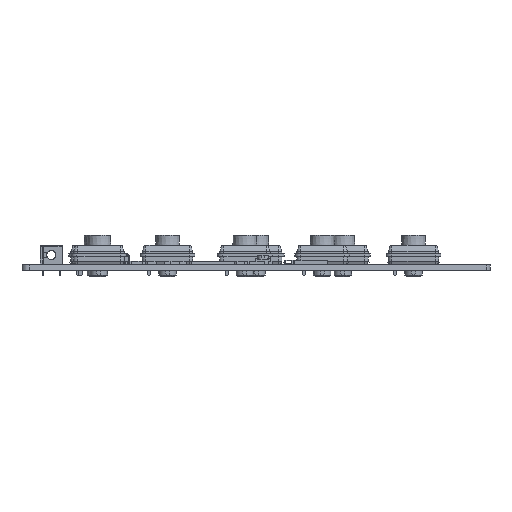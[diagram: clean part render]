
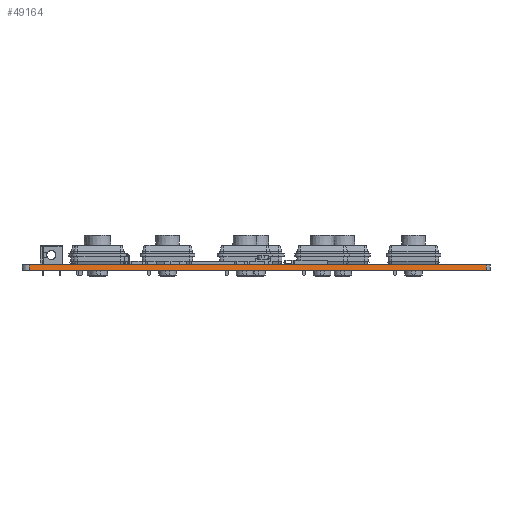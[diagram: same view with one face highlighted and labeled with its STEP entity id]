
A CAD part, front view. The second image highlights one B-rep face of the part: STEP entity #49164.
In plain terms, the highlighted planar face has unit normal (0.312, -0.95, 0).
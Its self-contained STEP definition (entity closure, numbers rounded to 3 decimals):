
#46697 = VERTEX_POINT('',#46698);
#46698 = CARTESIAN_POINT('',(126.968,-66.339,0.));
#46705 = EDGE_CURVE('',#46697,#46706,#46708,.T.);
#46706 = VERTEX_POINT('',#46707);
#46707 = CARTESIAN_POINT('',(1.973,-107.354,0.));
#46708 = LINE('',#46709,#46710);
#46709 = CARTESIAN_POINT('',(126.968,-66.339,0.));
#46710 = VECTOR('',#46711,1.);
#46711 = DIRECTION('',(-0.95,-0.312,0.));
#47917 = VERTEX_POINT('',#47918);
#47918 = CARTESIAN_POINT('',(126.968,-66.339,1.6));
#47925 = EDGE_CURVE('',#47917,#47926,#47928,.T.);
#47926 = VERTEX_POINT('',#47927);
#47927 = CARTESIAN_POINT('',(1.973,-107.354,1.6));
#47928 = LINE('',#47929,#47930);
#47929 = CARTESIAN_POINT('',(126.968,-66.339,1.6));
#47930 = VECTOR('',#47931,1.);
#47931 = DIRECTION('',(-0.95,-0.312,0.));
#49134 = EDGE_CURVE('',#46706,#47926,#49135,.T.);
#49135 = LINE('',#49136,#49137);
#49136 = CARTESIAN_POINT('',(1.973,-107.354,0.));
#49137 = VECTOR('',#49138,1.);
#49138 = DIRECTION('',(0.,0.,1.));
#49164 = ADVANCED_FACE('',(#49165),#49176,.T.);
#49165 = FACE_BOUND('',#49166,.T.);
#49166 = EDGE_LOOP('',(#49167,#49173,#49174,#49175));
#49167 = ORIENTED_EDGE('',*,*,#49168,.T.);
#49168 = EDGE_CURVE('',#46697,#47917,#49169,.T.);
#49169 = LINE('',#49170,#49171);
#49170 = CARTESIAN_POINT('',(126.968,-66.339,0.));
#49171 = VECTOR('',#49172,1.);
#49172 = DIRECTION('',(0.,0.,1.));
#49173 = ORIENTED_EDGE('',*,*,#47925,.T.);
#49174 = ORIENTED_EDGE('',*,*,#49134,.F.);
#49175 = ORIENTED_EDGE('',*,*,#46705,.F.);
#49176 = PLANE('',#49177);
#49177 = AXIS2_PLACEMENT_3D('',#49178,#49179,#49180);
#49178 = CARTESIAN_POINT('',(126.968,-66.339,0.));
#49179 = DIRECTION('',(0.312,-0.95,0.));
#49180 = DIRECTION('',(-0.95,-0.312,0.));
